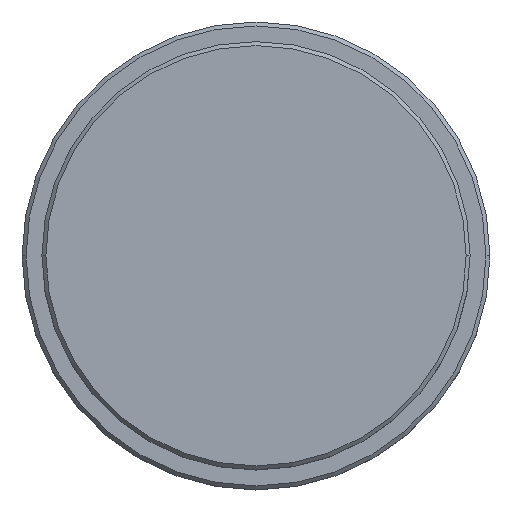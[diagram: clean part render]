
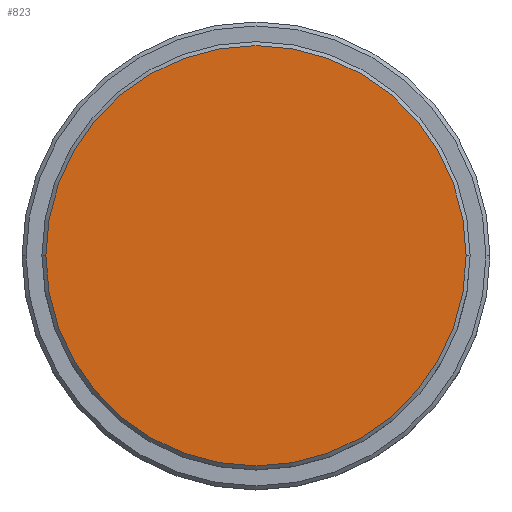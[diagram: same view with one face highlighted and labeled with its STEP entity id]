
A CAD part, top view. The second image highlights one B-rep face of the part: STEP entity #823.
In plain terms, the highlighted planar face has unit normal (0, 0, 1).
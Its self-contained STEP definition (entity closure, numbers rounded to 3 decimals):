
#13 = DIRECTION ( 'NONE',  ( 1., 0., 0. ) ) ;
#46 = CARTESIAN_POINT ( 'NONE',  ( -26.5, 0., 0. ) ) ;
#54 = EDGE_CURVE ( 'NONE', #1164, #1407, #831, .T. ) ;
#75 = FACE_OUTER_BOUND ( 'NONE', #675, .T. ) ;
#220 = AXIS2_PLACEMENT_3D ( 'NONE', #859, #776, #13 ) ;
#502 = PLANE ( 'NONE',  #928 ) ;
#631 = DIRECTION ( 'NONE',  ( 0., 0., 1. ) ) ;
#675 = EDGE_LOOP ( 'NONE', ( #889, #959 ) ) ;
#715 = CIRCLE ( 'NONE', #881, 26.5 ) ;
#732 = DIRECTION ( 'NONE',  ( 1., 0., 0. ) ) ;
#776 = DIRECTION ( 'NONE',  ( 0., 0., 1. ) ) ;
#823 = ADVANCED_FACE ( 'NONE', ( #75 ), #502, .T. ) ;
#831 = CIRCLE ( 'NONE', #220, 26.5 ) ;
#859 = CARTESIAN_POINT ( 'NONE',  ( 0., 0., 0. ) ) ;
#881 = AXIS2_PLACEMENT_3D ( 'NONE', #1163, #631, #1179 ) ;
#889 = ORIENTED_EDGE ( 'NONE', *, *, #54, .T. ) ;
#910 = CARTESIAN_POINT ( 'NONE',  ( 26.5, 0., 0. ) ) ;
#928 = AXIS2_PLACEMENT_3D ( 'NONE', #948, #1380, #732 ) ;
#948 = CARTESIAN_POINT ( 'NONE',  ( 0., 0., 0. ) ) ;
#959 = ORIENTED_EDGE ( 'NONE', *, *, #1144, .T. ) ;
#1144 = EDGE_CURVE ( 'NONE', #1407, #1164, #715, .T. ) ;
#1163 = CARTESIAN_POINT ( 'NONE',  ( 0., 0., 0. ) ) ;
#1164 = VERTEX_POINT ( 'NONE', #46 ) ;
#1179 = DIRECTION ( 'NONE',  ( 1., 0., 0. ) ) ;
#1380 = DIRECTION ( 'NONE',  ( 0., 0., 1. ) ) ;
#1407 = VERTEX_POINT ( 'NONE', #910 ) ;
